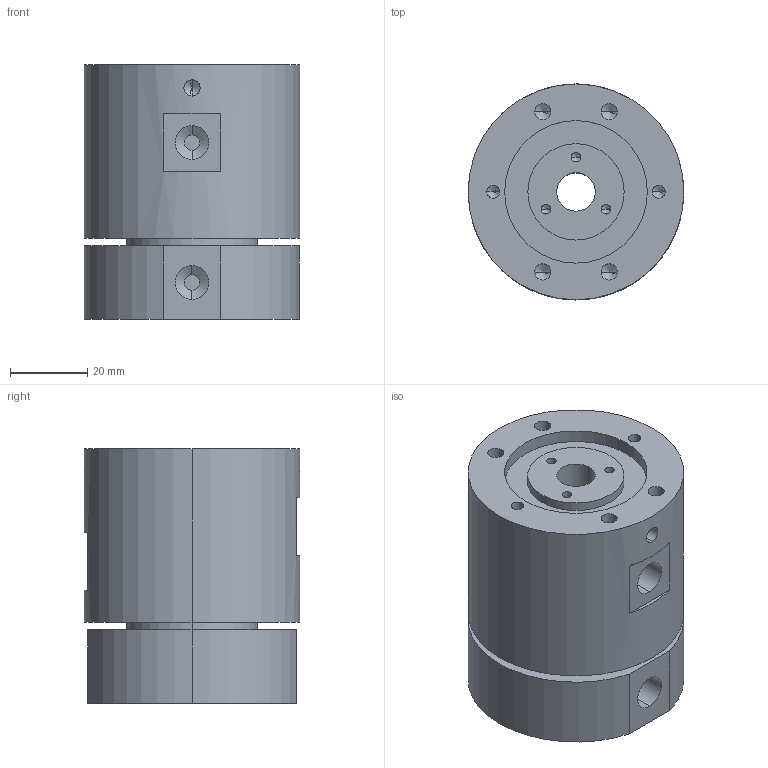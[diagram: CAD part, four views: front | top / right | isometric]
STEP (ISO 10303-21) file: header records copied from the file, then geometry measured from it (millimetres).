
FILE_DESCRIPTION (( 'STEP AP214' ), '1' );
FILE_NAME ('RK21.STEP', '2020-07-24T03:39:03', ( 'admin321' ), ( '' ), 'SwSTEP 2.0', 'SolidWorks 2014', '' );
FILE_SCHEMA (( 'AUTOMOTIVE_DESIGN' ));
Length unit declared in the file: millimetre
Products named in the file (1): RK21
Bounding box: 56 x 56 x 66 mm (x, y, z)
Volume: 146811.7 mm3; surface area: 25076.9 mm2
Topology: 1 solids, 1 shells, 120 faces, 283 edges, 159 vertices
Faces by surface type: cylinder 62, cone 38, plane 20
Entity records: 3811 total; most frequent: CARTESIAN_POINT 699, DIRECTION 611, ORIENTED_EDGE 506, EDGE_CURVE 253, AXIS2_PLACEMENT_3D 247, VERTEX_POINT 159, EDGE_LOOP 148, CIRCLE 126
